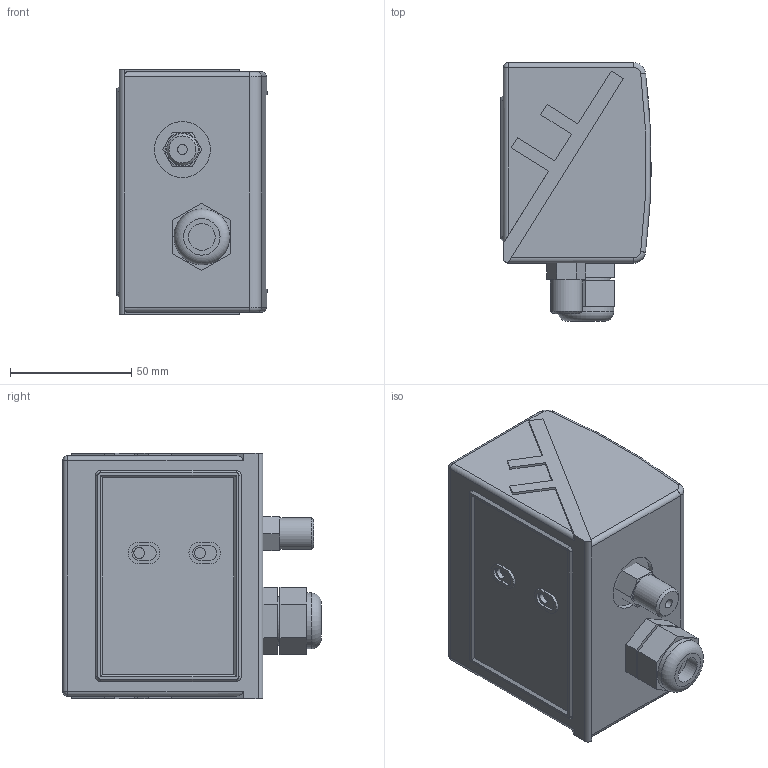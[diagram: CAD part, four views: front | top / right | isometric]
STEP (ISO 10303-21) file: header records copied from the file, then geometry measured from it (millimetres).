
FILE_DESCRIPTION(/* description */ ('РД-2Р-мод35-G1/4 в пластиковом корпусе'),/* implementation_level */ '2;1');
FILE_NAME(/* name */ 'РД-2Р-мод35-G1_4 в пластиковом корпусе.stp',/* time_stamp */ '2023-12-09T00:17:23+03:00',/* author */ ('Tech'),/* organization */ (''),/* preprocessor_version */ 'ST-DEVELOPER v18.1',/* originating_system */ 'Autodesk Inventor 2021',/* authorisation */ '');
FILE_SCHEMA (('AUTOMOTIVE_DESIGN { 1 0 10303 214 3 1 1 }'));
Length unit declared in the file: millimetre
Products named in the file (1): РД-2Р-мод35-G144 в 
пластиковом корпусе
Bounding box: 61.89 x 106.5 x 101 mm (x, y, z)
Surface area: 67599.1 mm2
Topology: 2 solids, 2 shells, 326 faces, 834 edges, 560 vertices
Faces by surface type: plane 236, cylinder 67, cone 14, torus 7, sphere 2
Full cylindrical faces by diameter (mm): 2.067 x1, 2.584 x1, 3.242 x2, 4 x1, 4.092 x1, 4.5 x2, 5 x1, 5.115 x1, 8 x1, 11 x1, 12 x1, 13.157 x1, 20 x1, 23 x2, 26 x1
Entity records: 9902 total; most frequent: CARTESIAN_POINT 1762, ORIENTED_EDGE 1670, DIRECTION 1670, EDGE_CURVE 835, LINE 614, VECTOR 614, VERTEX_POINT 560, AXIS2_PLACEMENT_3D 528
